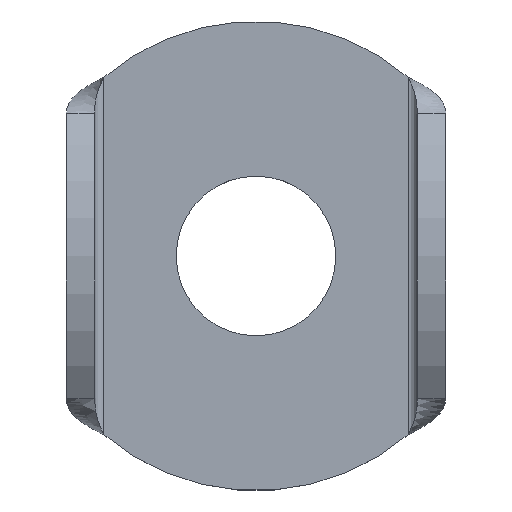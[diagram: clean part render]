
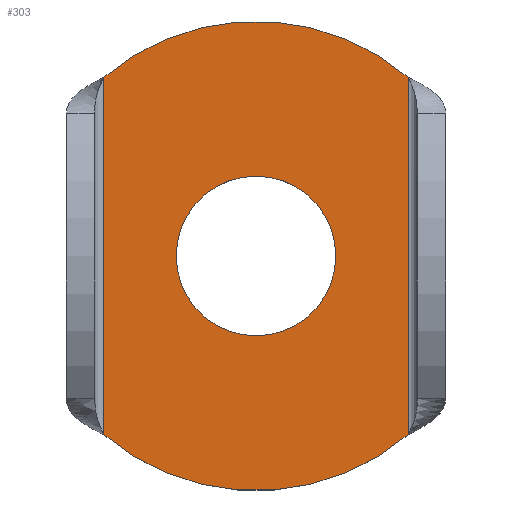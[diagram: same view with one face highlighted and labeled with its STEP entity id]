
A CAD part, top view. The second image highlights one B-rep face of the part: STEP entity #303.
In plain terms, the highlighted planar face has unit normal (0, 0, 1).
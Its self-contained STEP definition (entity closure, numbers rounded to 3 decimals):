
#15=FACE_BOUND('',#66,.T.);
#17=CIRCLE('',#341,12.5);
#18=CIRCLE('',#342,12.5);
#19=CIRCLE('',#343,4.25);
#27=PLANE('',#340);
#46=FACE_OUTER_BOUND('',#65,.T.);
#65=EDGE_LOOP('',(#229,#230,#231,#232));
#66=EDGE_LOOP('',(#233));
#92=LINE('',#825,#117);
#94=LINE('',#831,#119);
#117=VECTOR('',#379,10.);
#119=VECTOR('',#385,10.);
#144=VERTEX_POINT('',#617);
#149=VERTEX_POINT('',#805);
#152=VERTEX_POINT('',#828);
#153=VERTEX_POINT('',#830);
#154=VERTEX_POINT('',#833);
#180=EDGE_CURVE('',#144,#149,#92,.T.);
#182=EDGE_CURVE('',#152,#149,#17,.T.);
#183=EDGE_CURVE('',#152,#153,#94,.T.);
#184=EDGE_CURVE('',#144,#153,#18,.T.);
#185=EDGE_CURVE('',#154,#154,#19,.T.);
#229=ORIENTED_EDGE('',*,*,#180,.T.);
#230=ORIENTED_EDGE('',*,*,#182,.F.);
#231=ORIENTED_EDGE('',*,*,#183,.T.);
#232=ORIENTED_EDGE('',*,*,#184,.F.);
#233=ORIENTED_EDGE('',*,*,#185,.T.);
#303=ADVANCED_FACE('',(#46,#15),#27,.F.);
#340=AXIS2_PLACEMENT_3D('',#827,#381,#382);
#341=AXIS2_PLACEMENT_3D('',#829,#383,#384);
#342=AXIS2_PLACEMENT_3D('',#832,#386,#387);
#343=AXIS2_PLACEMENT_3D('',#834,#388,#389);
#379=DIRECTION('',(0.,1.,0.));
#381=DIRECTION('center_axis',(0.,0.,-1.));
#382=DIRECTION('ref_axis',(-1.,0.,0.));
#383=DIRECTION('center_axis',(0.,0.,-1.));
#384=DIRECTION('ref_axis',(-1.,0.,0.));
#385=DIRECTION('',(0.,-1.,0.));
#386=DIRECTION('center_axis',(0.,0.,-1.));
#387=DIRECTION('ref_axis',(-1.,0.,0.));
#388=DIRECTION('center_axis',(0.,0.,-1.));
#389=DIRECTION('ref_axis',(-1.,0.,0.));
#617=CARTESIAN_POINT('',(8.1,-9.521,1.5));
#805=CARTESIAN_POINT('',(8.1,9.521,1.5));
#825=CARTESIAN_POINT('',(8.1,4.76,1.5));
#827=CARTESIAN_POINT('Origin',(0.,0.,1.5));
#828=CARTESIAN_POINT('',(-8.1,9.521,1.5));
#829=CARTESIAN_POINT('Origin',(0.,0.,1.5));
#830=CARTESIAN_POINT('',(-8.1,-9.521,1.5));
#831=CARTESIAN_POINT('',(-8.1,-4.76,1.5));
#832=CARTESIAN_POINT('Origin',(0.,0.,1.5));
#833=CARTESIAN_POINT('',(4.25,0.,1.5));
#834=CARTESIAN_POINT('Origin',(0.,0.,1.5));
